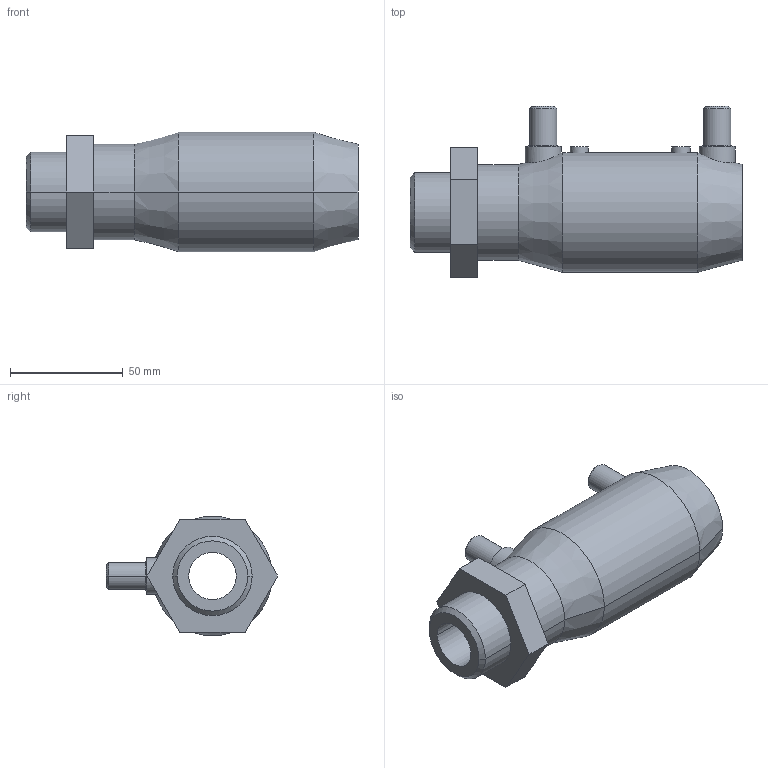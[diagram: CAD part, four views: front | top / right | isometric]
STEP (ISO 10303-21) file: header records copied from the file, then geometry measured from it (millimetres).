
FILE_DESCRIPTION( ( '' ), '1' );
FILE_NAME( 'MEBLO-A 040-R025.stp', '2015-08-31T14:21:43', ( '' ), ( '' ), ' ', ' ', ' ' );
FILE_SCHEMA( ( 'automotive_design' ) );
Length unit declared in the file: millimetre
Products named in the file (1): 1
Bounding box: 147 x 75.87 x 53 mm (x, y, z)
Volume: 174737.4 mm3; surface area: 42670.8 mm2
Topology: 1 solids, 1 shells, 70 faces, 152 edges, 92 vertices
Faces by surface type: cylinder 32, plane 20, cone 18
Entity records: 3952 total; most frequent: CARTESIAN_POINT 583, DIRECTION 350, STYLED_ITEM 315, PRESENTATION_STYLE_ASSIGNMENT 315, COLOUR_RGB 315, ORIENTED_EDGE 304, EDGE_CURVE 152, CURVE_STYLE 152
